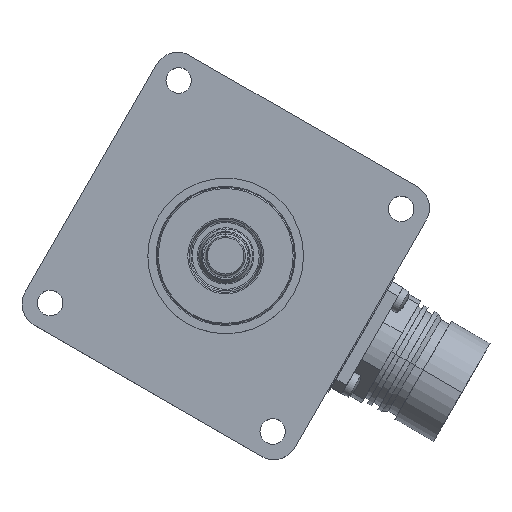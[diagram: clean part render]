
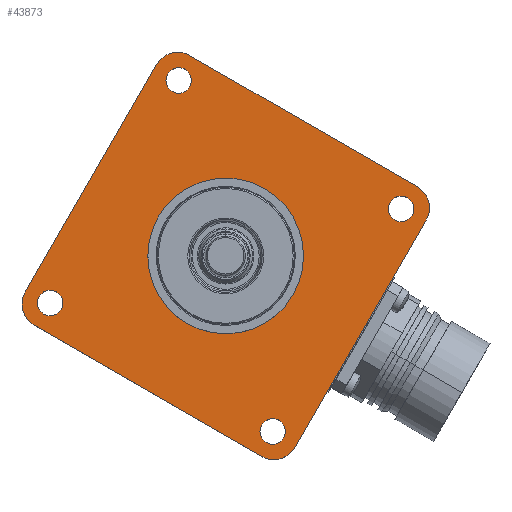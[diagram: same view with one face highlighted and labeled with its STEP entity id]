
A CAD part, top view. The second image highlights one B-rep face of the part: STEP entity #43873.
In plain terms, the highlighted planar face has unit normal (0, 0, 1).
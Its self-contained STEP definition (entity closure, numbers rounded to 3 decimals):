
#16377=DIRECTION('',(0.5,0.866,0.));
#16378=VECTOR('',#16377,53.5);
#16379=CARTESIAN_POINT('',(-40.871,-7.291,22.5));
#16380=LINE('',#16379,#16378);
#16381=CARTESIAN_POINT('',(-9.791,36.541,22.5));
#16382=DIRECTION('',(0.,0.,1.));
#16383=DIRECTION('',(0.5,0.866,0.));
#16384=AXIS2_PLACEMENT_3D('',#16381,#16382,#16383);
#16386=DIRECTION('',(0.866,-0.5,0.));
#16387=VECTOR('',#16386,53.5);
#16388=CARTESIAN_POINT('',(-7.291,40.871,22.5));
#16389=LINE('',#16388,#16387);
#16390=CARTESIAN_POINT('',(36.541,9.791,22.5));
#16391=DIRECTION('',(0.,0.,1.));
#16392=DIRECTION('',(0.866,-0.5,0.));
#16393=AXIS2_PLACEMENT_3D('',#16390,#16391,#16392);
#16395=DIRECTION('',(-0.5,-0.866,0.));
#16396=VECTOR('',#16395,53.5);
#16397=CARTESIAN_POINT('',(40.871,7.291,22.5));
#16398=LINE('',#16397,#16396);
#16399=CARTESIAN_POINT('',(9.791,-36.541,22.5));
#16400=DIRECTION('',(0.,0.,1.));
#16401=DIRECTION('',(-0.5,-0.866,0.));
#16402=AXIS2_PLACEMENT_3D('',#16399,#16400,#16401);
#16404=DIRECTION('',(-0.866,0.5,0.));
#16405=VECTOR('',#16404,53.5);
#16406=CARTESIAN_POINT('',(7.291,-40.871,22.5));
#16407=LINE('',#16406,#16405);
#16408=CARTESIAN_POINT('',(-36.541,-9.791,22.5));
#16409=DIRECTION('',(0.,0.,1.));
#16410=DIRECTION('',(-0.866,0.5,0.));
#16411=AXIS2_PLACEMENT_3D('',#16408,#16409,#16410);
#16413=CARTESIAN_POINT('',(9.59,-35.79,22.5));
#16414=DIRECTION('',(0.,0.,-1.));
#16415=DIRECTION('',(0.,-1.,0.));
#16416=AXIS2_PLACEMENT_3D('',#16413,#16414,#16415);
#16418=CARTESIAN_POINT('',(9.59,-35.79,22.5));
#16419=DIRECTION('',(0.,0.,-1.));
#16420=DIRECTION('',(0.,1.,0.));
#16421=AXIS2_PLACEMENT_3D('',#16418,#16419,#16420);
#16423=CARTESIAN_POINT('',(-35.79,-9.59,22.5));
#16424=DIRECTION('',(0.,0.,-1.));
#16425=DIRECTION('',(0.,-1.,0.));
#16426=AXIS2_PLACEMENT_3D('',#16423,#16424,#16425);
#16428=CARTESIAN_POINT('',(-35.79,-9.59,22.5));
#16429=DIRECTION('',(0.,0.,-1.));
#16430=DIRECTION('',(0.,1.,0.));
#16431=AXIS2_PLACEMENT_3D('',#16428,#16429,#16430);
#16433=CARTESIAN_POINT('',(35.79,9.59,22.5));
#16434=DIRECTION('',(0.,0.,-1.));
#16435=DIRECTION('',(0.,-1.,0.));
#16436=AXIS2_PLACEMENT_3D('',#16433,#16434,#16435);
#16438=CARTESIAN_POINT('',(35.79,9.59,22.5));
#16439=DIRECTION('',(0.,0.,-1.));
#16440=DIRECTION('',(0.,1.,0.));
#16441=AXIS2_PLACEMENT_3D('',#16438,#16439,#16440);
#16443=CARTESIAN_POINT('',(-9.59,35.79,22.5));
#16444=DIRECTION('',(0.,0.,-1.));
#16445=DIRECTION('',(0.,-1.,0.));
#16446=AXIS2_PLACEMENT_3D('',#16443,#16444,#16445);
#16448=CARTESIAN_POINT('',(-9.59,35.79,22.5));
#16449=DIRECTION('',(0.,0.,-1.));
#16450=DIRECTION('',(0.,1.,0.));
#16451=AXIS2_PLACEMENT_3D('',#16448,#16449,#16450);
#16505=CARTESIAN_POINT('',(0.,0.,22.5));
#16506=DIRECTION('',(0.,0.,1.));
#16507=DIRECTION('',(0.,1.,0.));
#16508=AXIS2_PLACEMENT_3D('',#16505,#16506,#16507);
#16524=CARTESIAN_POINT('',(0.,0.,22.5));
#16525=DIRECTION('',(0.,0.,-1.));
#16526=DIRECTION('',(0.,1.,0.));
#16527=AXIS2_PLACEMENT_3D('',#16524,#16525,#16526);
#23913=CARTESIAN_POINT('',(-40.871,-7.291,22.5));
#23915=VERTEX_POINT('',#23913);
#23917=CARTESIAN_POINT('',(-14.121,39.041,22.5));
#23919=VERTEX_POINT('',#23917);
#23921=CARTESIAN_POINT('',(-7.291,40.871,22.5));
#23923=VERTEX_POINT('',#23921);
#23925=CARTESIAN_POINT('',(39.041,14.121,22.5));
#23927=VERTEX_POINT('',#23925);
#23929=CARTESIAN_POINT('',(40.871,7.291,22.5));
#23931=VERTEX_POINT('',#23929);
#23933=CARTESIAN_POINT('',(14.121,-39.041,22.5));
#23935=VERTEX_POINT('',#23933);
#23937=CARTESIAN_POINT('',(7.291,-40.871,22.5));
#23939=VERTEX_POINT('',#23937);
#23941=CARTESIAN_POINT('',(-39.041,-14.121,22.5));
#23943=VERTEX_POINT('',#23941);
#23945=CARTESIAN_POINT('',(0.,15.875,22.5));
#23946=CARTESIAN_POINT('',(0.,-15.875,22.5));
#23947=VERTEX_POINT('',#23945);
#23948=VERTEX_POINT('',#23946);
#23953=CARTESIAN_POINT('',(-9.59,33.19,22.5));
#23954=CARTESIAN_POINT('',(-9.59,38.39,22.5));
#23955=VERTEX_POINT('',#23953);
#23956=VERTEX_POINT('',#23954);
#23961=CARTESIAN_POINT('',(35.79,6.99,22.5));
#23962=CARTESIAN_POINT('',(35.79,12.19,22.5));
#23963=VERTEX_POINT('',#23961);
#23964=VERTEX_POINT('',#23962);
#23969=CARTESIAN_POINT('',(-35.79,-12.19,22.5));
#23970=CARTESIAN_POINT('',(-35.79,-6.99,22.5));
#23971=VERTEX_POINT('',#23969);
#23972=VERTEX_POINT('',#23970);
#23977=CARTESIAN_POINT('',(9.59,-38.39,22.5));
#23978=CARTESIAN_POINT('',(9.59,-33.19,22.5));
#23979=VERTEX_POINT('',#23977);
#23980=VERTEX_POINT('',#23978);
#43822=CARTESIAN_POINT('',(0.,0.,22.5));
#43823=DIRECTION('',(0.,0.,-1.));
#43824=DIRECTION('',(0.,1.,0.));
#43825=AXIS2_PLACEMENT_3D('',#43822,#43823,#43824);
#43826=PLANE('',#43825);
#43827=ORIENTED_EDGE('',*,*,#43803,.T.);
#43829=ORIENTED_EDGE('',*,*,#43828,.F.);
#43831=ORIENTED_EDGE('',*,*,#43830,.T.);
#43833=ORIENTED_EDGE('',*,*,#43832,.F.);
#43835=ORIENTED_EDGE('',*,*,#43834,.T.);
#43837=ORIENTED_EDGE('',*,*,#43836,.F.);
#43839=ORIENTED_EDGE('',*,*,#43838,.T.);
#43840=ORIENTED_EDGE('',*,*,#43814,.F.);
#43841=EDGE_LOOP('',(#43827,#43829,#43831,#43833,#43835,#43837,#43839,#43840));
#43842=FACE_OUTER_BOUND('',#43841,.F.);
#43844=ORIENTED_EDGE('',*,*,#43843,.F.);
#43846=ORIENTED_EDGE('',*,*,#43845,.F.);
#43847=EDGE_LOOP('',(#43844,#43846));
#43848=FACE_BOUND('',#43847,.F.);
#43850=ORIENTED_EDGE('',*,*,#43849,.F.);
#43852=ORIENTED_EDGE('',*,*,#43851,.F.);
#43853=EDGE_LOOP('',(#43850,#43852));
#43854=FACE_BOUND('',#43853,.F.);
#43856=ORIENTED_EDGE('',*,*,#43855,.F.);
#43858=ORIENTED_EDGE('',*,*,#43857,.F.);
#43859=EDGE_LOOP('',(#43856,#43858));
#43860=FACE_BOUND('',#43859,.F.);
#43862=ORIENTED_EDGE('',*,*,#43861,.T.);
#43864=ORIENTED_EDGE('',*,*,#43863,.F.);
#43865=EDGE_LOOP('',(#43862,#43864));
#43866=FACE_BOUND('',#43865,.F.);
#43868=ORIENTED_EDGE('',*,*,#43867,.F.);
#43870=ORIENTED_EDGE('',*,*,#43869,.F.);
#43871=EDGE_LOOP('',(#43868,#43870));
#43872=FACE_BOUND('',#43871,.F.);
#16385=CIRCLE('',#16384,5.);
#16394=CIRCLE('',#16393,5.);
#16403=CIRCLE('',#16402,5.);
#16412=CIRCLE('',#16411,5.);
#16417=CIRCLE('',#16416,2.6);
#16422=CIRCLE('',#16421,2.6);
#16427=CIRCLE('',#16426,2.6);
#16432=CIRCLE('',#16431,2.6);
#16437=CIRCLE('',#16436,2.6);
#16442=CIRCLE('',#16441,2.6);
#16447=CIRCLE('',#16446,2.6);
#16452=CIRCLE('',#16451,2.6);
#16509=CIRCLE('',#16508,15.875);
#16528=CIRCLE('',#16527,15.875);
#43803=EDGE_CURVE('',#23915,#23919,#16380,.T.);
#43814=EDGE_CURVE('',#23915,#23943,#16412,.T.);
#43828=EDGE_CURVE('',#23923,#23919,#16385,.T.);
#43830=EDGE_CURVE('',#23923,#23927,#16389,.T.);
#43832=EDGE_CURVE('',#23931,#23927,#16394,.T.);
#43834=EDGE_CURVE('',#23931,#23935,#16398,.T.);
#43836=EDGE_CURVE('',#23939,#23935,#16403,.T.);
#43838=EDGE_CURVE('',#23939,#23943,#16407,.T.);
#43843=EDGE_CURVE('',#23979,#23980,#16417,.T.);
#43845=EDGE_CURVE('',#23980,#23979,#16422,.T.);
#43849=EDGE_CURVE('',#23971,#23972,#16427,.T.);
#43851=EDGE_CURVE('',#23972,#23971,#16432,.T.);
#43855=EDGE_CURVE('',#23963,#23964,#16437,.T.);
#43857=EDGE_CURVE('',#23964,#23963,#16442,.T.);
#43861=EDGE_CURVE('',#23947,#23948,#16509,.T.);
#43863=EDGE_CURVE('',#23947,#23948,#16528,.T.);
#43867=EDGE_CURVE('',#23955,#23956,#16447,.T.);
#43869=EDGE_CURVE('',#23956,#23955,#16452,.T.);
#43873=ADVANCED_FACE('',(#43842,#43848,#43854,#43860,#43866,#43872),#43826,.F.);
